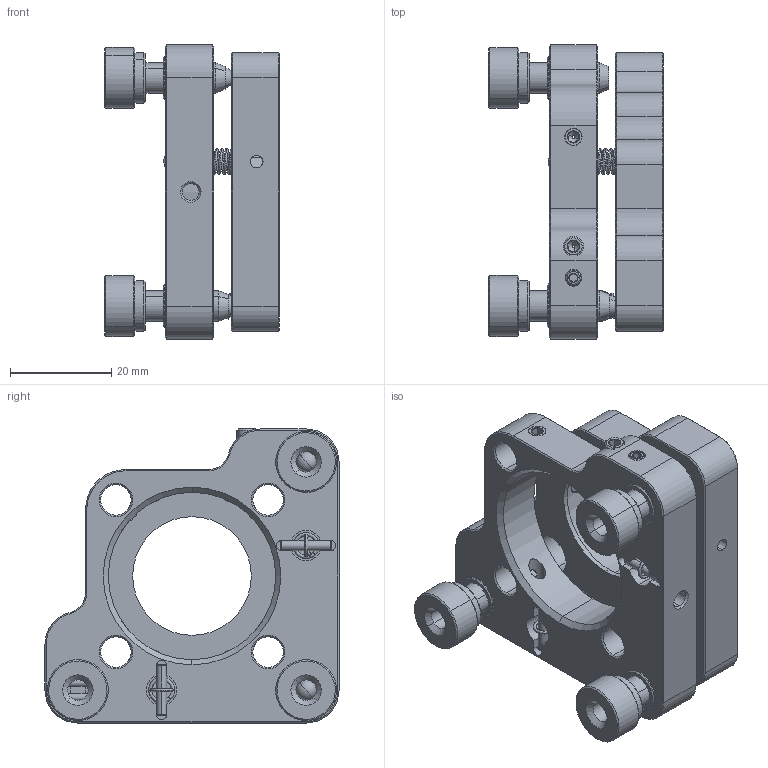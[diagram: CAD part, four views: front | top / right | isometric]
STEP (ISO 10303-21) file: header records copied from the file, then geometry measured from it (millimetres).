
FILE_DESCRIPTION (( 'STEP AP214' ), '1' );
FILE_NAME ('2.2.3.24_L30T-J1.0_30 mm笼式系统光学调整架，用于φ1英寸光学元件，顶丝固定，M4螺纹安装孔.STEP', '2021-07-21T05:28:19', ( 'Microsoft' ), ( 'Microsoft' ), 'SwSTEP 2.0', 'SolidWorks 2018', '' );
FILE_SCHEMA (( 'AUTOMOTIVE_DESIGN' ));
Length unit declared in the file: millimetre
Products named in the file (1): 2.2.3.24_L30T-J1.0_30 mm笼式系统光学调整架，用于φ1英寸光学元件，顶丝固定，M4螺纹安装孔
Bounding box: 34.5 x 58 x 58 mm (x, y, z)
Surface area: 20115.8 mm2 (no closed solid volume)
Topology: 0 solids, 39 shells, 490 faces, 1740 edges, 1278 vertices
Faces by surface type: cone 192, plane 144, cylinder 140, bspline 10, sphere 4
Entity records: 34486 total; most frequent: CARTESIAN_POINT 14650, DIRECTION 2915, ORIENTED_EDGE 2719, EDGE_CURVE 1730, VERTEX_POINT 1272, AXIS2_PLACEMENT_3D 1132, CIRCLE 651, LINE 651
